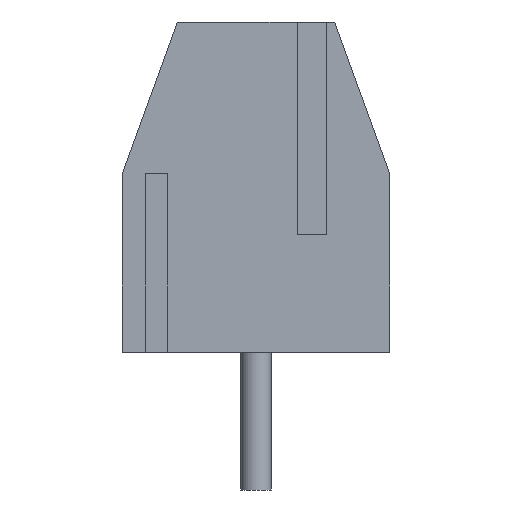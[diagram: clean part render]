
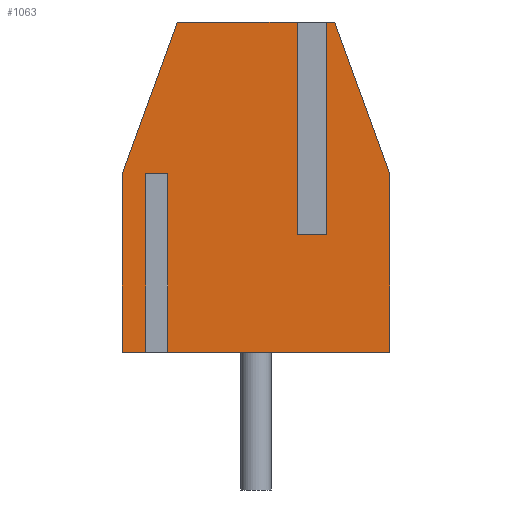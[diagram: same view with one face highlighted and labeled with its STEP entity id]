
A CAD part, left-side view. The second image highlights one B-rep face of the part: STEP entity #1063.
In plain terms, the highlighted planar face has unit normal (-1, 0, 0).
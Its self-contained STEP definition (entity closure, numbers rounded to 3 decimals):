
#1011=AXIS2_PLACEMENT_3D('Plane Axis2P3D',#1008,#1009,#1010) ;
#296=CARTESIAN_POINT('Vertex',(0.45,1.7,6.5)) ;
#299=CARTESIAN_POINT('Line Origine',(0.45,1.7,9.2)) ;
#303=CARTESIAN_POINT('Vertex',(0.45,1.7,11.9)) ;
#386=CARTESIAN_POINT('Vertex',(0.45,2.25,6.5)) ;
#389=CARTESIAN_POINT('Line Origine',(0.45,1.975,6.5)) ;
#434=CARTESIAN_POINT('Line Origine',(0.45,2.25,9.2)) ;
#438=CARTESIAN_POINT('Vertex',(0.45,2.25,11.9)) ;
#543=CARTESIAN_POINT('Vertex',(0.45,6.8,8.05)) ;
#546=CARTESIAN_POINT('Line Origine',(0.45,6.1,9.975)) ;
#550=CARTESIAN_POINT('Vertex',(0.45,5.4,11.9)) ;
#581=CARTESIAN_POINT('Vertex',(0.45,6.8,3.5)) ;
#584=CARTESIAN_POINT('Line Origine',(0.45,6.8,5.775)) ;
#614=CARTESIAN_POINT('Vertex',(0.45,1.4,11.9)) ;
#617=CARTESIAN_POINT('Line Origine',(0.45,0.7,9.975)) ;
#621=CARTESIAN_POINT('Vertex',(0.45,0.,8.05)) ;
#917=CARTESIAN_POINT('Line Origine',(0.45,6.5,3.5)) ;
#921=CARTESIAN_POINT('Vertex',(0.45,6.2,3.5)) ;
#928=CARTESIAN_POINT('Vertex',(0.45,0.,3.5)) ;
#931=CARTESIAN_POINT('Line Origine',(0.45,2.825,3.5)) ;
#935=CARTESIAN_POINT('Vertex',(0.45,5.65,3.5)) ;
#1008=CARTESIAN_POINT('Axis2P3D Location',(0.45,0.,0.)) ;
#1013=CARTESIAN_POINT('Line Origine',(0.45,0.,5.775)) ;
#1018=CARTESIAN_POINT('Line Origine',(0.45,1.55,11.9)) ;
#1023=CARTESIAN_POINT('Line Origine',(0.45,3.825,11.9)) ;
#1028=CARTESIAN_POINT('Line Origine',(0.45,6.2,5.775)) ;
#1032=CARTESIAN_POINT('Vertex',(0.45,6.2,8.05)) ;
#1035=CARTESIAN_POINT('Line Origine',(0.45,5.925,8.05)) ;
#1039=CARTESIAN_POINT('Vertex',(0.45,5.65,8.05)) ;
#1042=CARTESIAN_POINT('Line Origine',(0.45,5.65,5.775)) ;
#300=DIRECTION('Vector Direction',(0.,0.,1.)) ;
#390=DIRECTION('Vector Direction',(0.,1.,0.)) ;
#435=DIRECTION('Vector Direction',(0.,0.,1.)) ;
#547=DIRECTION('Vector Direction',(0.,-0.342,0.94)) ;
#585=DIRECTION('Vector Direction',(0.,0.,1.)) ;
#618=DIRECTION('Vector Direction',(0.,-0.342,-0.94)) ;
#918=DIRECTION('Vector Direction',(0.,1.,0.)) ;
#932=DIRECTION('Vector Direction',(0.,1.,0.)) ;
#1009=DIRECTION('Axis2P3D Direction',(-1.,0.,0.)) ;
#1010=DIRECTION('Axis2P3D XDirection',(0.,0.,1.)) ;
#1014=DIRECTION('Vector Direction',(0.,0.,-1.)) ;
#1019=DIRECTION('Vector Direction',(0.,-1.,0.)) ;
#1024=DIRECTION('Vector Direction',(0.,-1.,0.)) ;
#1029=DIRECTION('Vector Direction',(0.,0.,1.)) ;
#1036=DIRECTION('Vector Direction',(0.,1.,0.)) ;
#1043=DIRECTION('Vector Direction',(0.,0.,1.)) ;
#301=VECTOR('Line Direction',#300,1.) ;
#391=VECTOR('Line Direction',#390,1.) ;
#436=VECTOR('Line Direction',#435,1.) ;
#548=VECTOR('Line Direction',#547,1.) ;
#586=VECTOR('Line Direction',#585,1.) ;
#619=VECTOR('Line Direction',#618,1.) ;
#919=VECTOR('Line Direction',#918,1.) ;
#933=VECTOR('Line Direction',#932,1.) ;
#1015=VECTOR('Line Direction',#1014,1.) ;
#1020=VECTOR('Line Direction',#1019,1.) ;
#1025=VECTOR('Line Direction',#1024,1.) ;
#1030=VECTOR('Line Direction',#1029,1.) ;
#1037=VECTOR('Line Direction',#1036,1.) ;
#1044=VECTOR('Line Direction',#1043,1.) ;
#1048=ORIENTED_EDGE('',*,*,#937,.T.) ;
#1049=ORIENTED_EDGE('',*,*,#1017,.T.) ;
#1050=ORIENTED_EDGE('',*,*,#623,.T.) ;
#1051=ORIENTED_EDGE('',*,*,#1022,.T.) ;
#1052=ORIENTED_EDGE('',*,*,#305,.F.) ;
#1053=ORIENTED_EDGE('',*,*,#393,.T.) ;
#1054=ORIENTED_EDGE('',*,*,#440,.T.) ;
#1055=ORIENTED_EDGE('',*,*,#1027,.T.) ;
#1056=ORIENTED_EDGE('',*,*,#552,.T.) ;
#1057=ORIENTED_EDGE('',*,*,#588,.T.) ;
#1058=ORIENTED_EDGE('',*,*,#923,.T.) ;
#1059=ORIENTED_EDGE('',*,*,#1034,.T.) ;
#1060=ORIENTED_EDGE('',*,*,#1041,.T.) ;
#1061=ORIENTED_EDGE('',*,*,#1046,.F.) ;
#1063=ADVANCED_FACE('_PS 3.50/12/90 3.5SN OR BX 1912420000',(#1062),#1012,.T.) ;
#305=EDGE_CURVE('',#297,#304,#302,.T.) ;
#393=EDGE_CURVE('',#297,#387,#392,.T.) ;
#440=EDGE_CURVE('',#387,#439,#437,.T.) ;
#552=EDGE_CURVE('',#551,#544,#549,.F.) ;
#588=EDGE_CURVE('',#544,#582,#587,.F.) ;
#623=EDGE_CURVE('',#622,#615,#620,.F.) ;
#923=EDGE_CURVE('',#582,#922,#920,.F.) ;
#937=EDGE_CURVE('',#936,#929,#934,.F.) ;
#1017=EDGE_CURVE('',#929,#622,#1016,.F.) ;
#1022=EDGE_CURVE('',#615,#304,#1021,.F.) ;
#1027=EDGE_CURVE('',#439,#551,#1026,.F.) ;
#1034=EDGE_CURVE('',#922,#1033,#1031,.T.) ;
#1041=EDGE_CURVE('',#1033,#1040,#1038,.F.) ;
#1046=EDGE_CURVE('',#936,#1040,#1045,.T.) ;
#1047=EDGE_LOOP('',(#1048,#1049,#1050,#1051,#1052,#1053,#1054,#1055,#1056,#1057,#1058,#1059,#1060,#1061)) ;
#1062=FACE_OUTER_BOUND('',#1047,.T.) ;
#302=LINE('Line',#299,#301) ;
#392=LINE('Line',#389,#391) ;
#437=LINE('Line',#434,#436) ;
#549=LINE('Line',#546,#548) ;
#587=LINE('Line',#584,#586) ;
#620=LINE('Line',#617,#619) ;
#920=LINE('Line',#917,#919) ;
#934=LINE('Line',#931,#933) ;
#1016=LINE('Line',#1013,#1015) ;
#1021=LINE('Line',#1018,#1020) ;
#1026=LINE('Line',#1023,#1025) ;
#1031=LINE('Line',#1028,#1030) ;
#1038=LINE('Line',#1035,#1037) ;
#1045=LINE('Line',#1042,#1044) ;
#1012=PLANE('',#1011) ;
#297=VERTEX_POINT('',#296) ;
#304=VERTEX_POINT('',#303) ;
#387=VERTEX_POINT('',#386) ;
#439=VERTEX_POINT('',#438) ;
#544=VERTEX_POINT('',#543) ;
#551=VERTEX_POINT('',#550) ;
#582=VERTEX_POINT('',#581) ;
#615=VERTEX_POINT('',#614) ;
#622=VERTEX_POINT('',#621) ;
#922=VERTEX_POINT('',#921) ;
#929=VERTEX_POINT('',#928) ;
#936=VERTEX_POINT('',#935) ;
#1033=VERTEX_POINT('',#1032) ;
#1040=VERTEX_POINT('',#1039) ;
